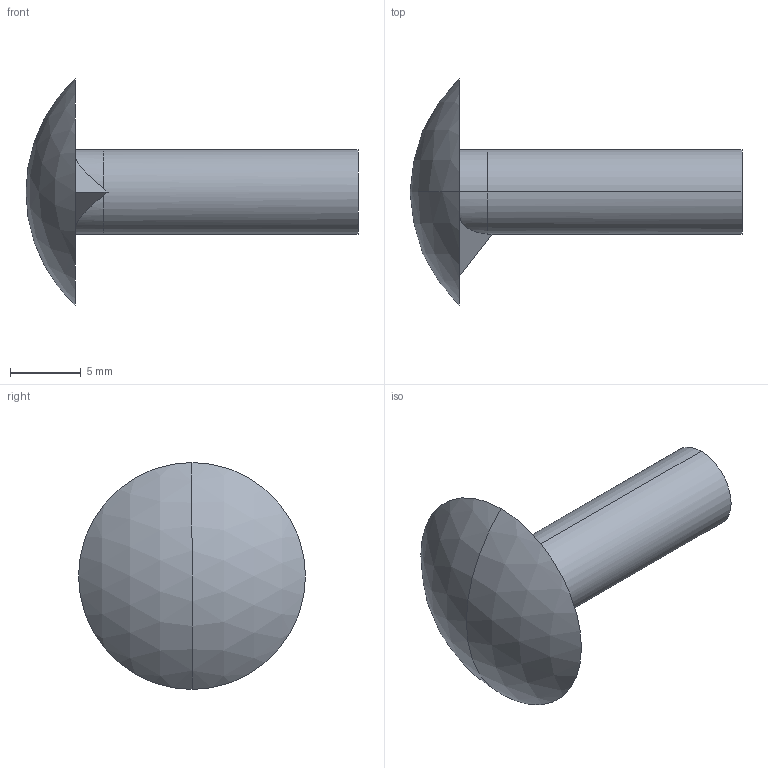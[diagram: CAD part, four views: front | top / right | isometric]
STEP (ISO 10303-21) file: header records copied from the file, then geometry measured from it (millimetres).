
FILE_DESCRIPTION (( 'STEP AP203' ), '1' );
FILE_NAME ('GBT15 M6X20.STEP', '2015-02-05T03:13:19', ( '微软用户' ), ( '微软中国' ), 'SwSTEP 2.0', 'SolidWorks 2013', '' );
FILE_SCHEMA (( 'CONFIG_CONTROL_DESIGN' ));
Length unit declared in the file: millimetre
Products named in the file (1): GBT15 M6X20
Bounding box: 23.48 x 16.06 x 16.06 mm (x, y, z)
Volume: 944 mm3; surface area: 820.4 mm2
Topology: 1 solids, 1 shells, 12 faces, 28 edges, 19 vertices
Faces by surface type: cylinder 5, plane 5, sphere 2
Entity records: 433 total; most frequent: CARTESIAN_POINT 75, DIRECTION 64, ORIENTED_EDGE 56, EDGE_CURVE 28, AXIS2_PLACEMENT_3D 28, VERTEX_POINT 19, CIRCLE 15, EDGE_LOOP 13
